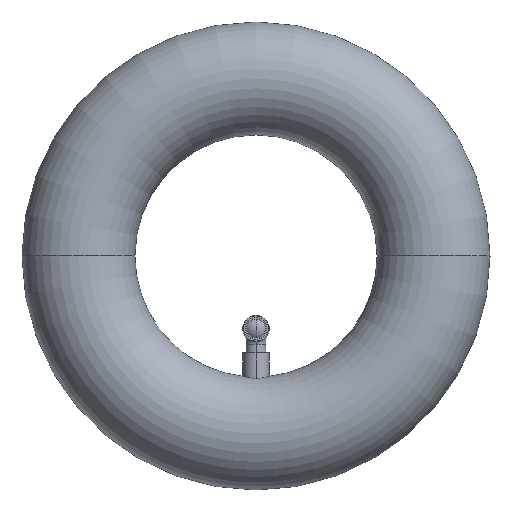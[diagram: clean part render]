
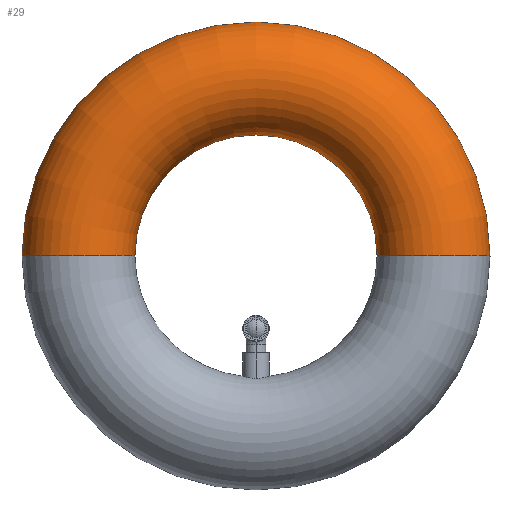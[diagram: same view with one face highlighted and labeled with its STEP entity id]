
A CAD part, top view. The second image highlights one B-rep face of the part: STEP entity #29.
In plain terms, the highlighted toroidal (fillet/blend) face has major radius 69.85 mm and minor radius 22.225 mm.
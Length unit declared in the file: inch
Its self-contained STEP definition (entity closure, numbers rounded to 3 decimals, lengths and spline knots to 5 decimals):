
#29 = ADVANCED_FACE ( 'NONE', ( #340 ), #339, .T. ) ;
#30 = EDGE_LOOP ( 'NONE', ( #31, #32, #34, #35 ) ) ;
#31 = ORIENTED_EDGE ( 'NONE', *, *, #226, .F. ) ;
#32 = ORIENTED_EDGE ( 'NONE', *, *, #33, .T. ) ;
#33 = EDGE_CURVE ( 'NONE', #224, #299, #334, .T. ) ;
#34 = ORIENTED_EDGE ( 'NONE', *, *, #298, .T. ) ;
#35 = ORIENTED_EDGE ( 'NONE', *, *, #36, .F. ) ;
#36 = EDGE_CURVE ( 'NONE', #227, #247, #328, .T. ) ;
#224 = VERTEX_POINT ( 'NONE', #980 ) ;
#226 = EDGE_CURVE ( 'NONE', #224, #227, #979, .T. ) ;
#227 = VERTEX_POINT ( 'NONE', #914 ) ;
#247 = VERTEX_POINT ( 'NONE', #1004 ) ;
#298 = EDGE_CURVE ( 'NONE', #299, #247, #1148, .T. ) ;
#299 = VERTEX_POINT ( 'NONE', #1143 ) ;
#324 = DIRECTION ( 'NONE',  ( 1., 0., 0. ) ) ;
#325 = DIRECTION ( 'NONE',  ( 0., 0., 1. ) ) ;
#326 = CARTESIAN_POINT ( 'NONE',  ( 0., 0., 0. ) ) ;
#327 = AXIS2_PLACEMENT_3D ( 'NONE', #326, #325, #324 ) ;
#328 = CIRCLE ( 'NONE', #327, 1.875 ) ;
#330 = DIRECTION ( 'NONE',  ( 1., 0., 0. ) ) ;
#331 = DIRECTION ( 'NONE',  ( 0., 0., 1. ) ) ;
#332 = CARTESIAN_POINT ( 'NONE',  ( 0., 0., 0. ) ) ;
#333 = AXIS2_PLACEMENT_3D ( 'NONE', #332, #331, #330 ) ;
#334 = CIRCLE ( 'NONE', #333, 3.625 ) ;
#335 = DIRECTION ( 'NONE',  ( 1., 0., 0. ) ) ;
#336 = DIRECTION ( 'NONE',  ( 0., 0., 1. ) ) ;
#337 = CARTESIAN_POINT ( 'NONE',  ( 0., 0., 0. ) ) ;
#338 = AXIS2_PLACEMENT_3D ( 'NONE', #337, #336, #335 ) ;
#339 = TOROIDAL_SURFACE ( 'NONE', #338, 2.75, 0.875 ) ;
#340 = FACE_OUTER_BOUND ( 'NONE', #30, .T. ) ;
#914 = CARTESIAN_POINT ( 'NONE',  ( 1.875, 0., 0. ) ) ;
#975 = DIRECTION ( 'NONE',  ( 0., 0., -1. ) ) ;
#976 = DIRECTION ( 'NONE',  ( 0., -1., 0. ) ) ;
#977 = CARTESIAN_POINT ( 'NONE',  ( 2.75, 0., 0. ) ) ;
#978 = AXIS2_PLACEMENT_3D ( 'NONE', #977, #976, #975 ) ;
#979 = CIRCLE ( 'NONE', #978, 0.875 ) ;
#980 = CARTESIAN_POINT ( 'NONE',  ( 3.625, 0., 0. ) ) ;
#1004 = CARTESIAN_POINT ( 'NONE',  ( -1.875, 0., 0. ) ) ;
#1143 = CARTESIAN_POINT ( 'NONE',  ( -3.625, 0., 0. ) ) ;
#1144 = DIRECTION ( 'NONE',  ( -1., 0., 0. ) ) ;
#1145 = DIRECTION ( 'NONE',  ( 0., 1., 0. ) ) ;
#1146 = CARTESIAN_POINT ( 'NONE',  ( -2.75, 0., 0. ) ) ;
#1147 = AXIS2_PLACEMENT_3D ( 'NONE', #1146, #1145, #1144 ) ;
#1148 = CIRCLE ( 'NONE', #1147, 0.875 ) ;
